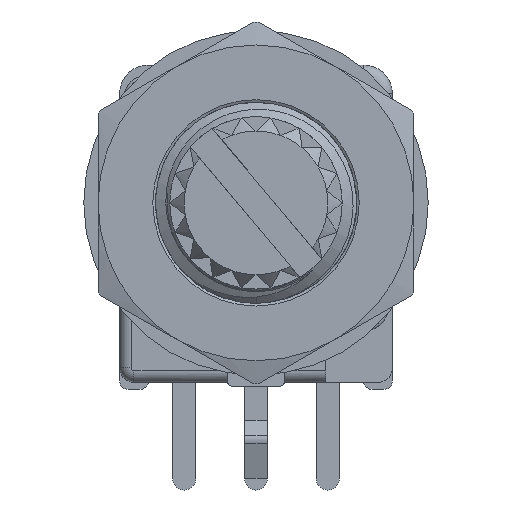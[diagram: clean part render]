
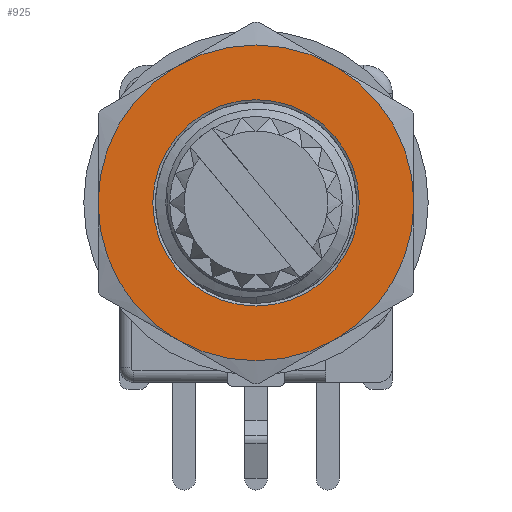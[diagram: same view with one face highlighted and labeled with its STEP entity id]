
A CAD part, front view. The second image highlights one B-rep face of the part: STEP entity #925.
In plain terms, the highlighted planar face has unit normal (0, -1, 0).
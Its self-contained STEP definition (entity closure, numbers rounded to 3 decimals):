
#925=ADVANCED_FACE('',(#8444,#8446),#8448,.T.);
#8444=FACE_BOUND('',#8445,.T.);
#8445=EDGE_LOOP('',(#11214,#11215,#11216,#11217,#11218,#11219));
#8446=FACE_BOUND('',#8447,.T.);
#8447=EDGE_LOOP('',(#11220));
#8448=PLANE('',#8449);
#8449=AXIS2_PLACEMENT_3D('',#8450,#8451,#8452);
#8450=CARTESIAN_POINT('',(0.,-3.3,6.5));
#8451=DIRECTION('',(0.,-1.,0.));
#8452=DIRECTION('',(0.,0.,-1.));
#11214=ORIENTED_EDGE('',*,*,#12326,.F.);
#11215=ORIENTED_EDGE('',*,*,#12327,.F.);
#11216=ORIENTED_EDGE('',*,*,#12328,.F.);
#11217=ORIENTED_EDGE('',*,*,#12329,.F.);
#11218=ORIENTED_EDGE('',*,*,#12330,.F.);
#11219=ORIENTED_EDGE('',*,*,#12331,.F.);
#11220=ORIENTED_EDGE('',*,*,#12313,.T.);
#12313=EDGE_CURVE('',#13073,#13073,#13074,.T.);
#12326=EDGE_CURVE('',#13095,#13096,#13097,.T.);
#12327=EDGE_CURVE('',#13098,#13095,#13099,.T.);
#12328=EDGE_CURVE('',#13100,#13098,#13101,.T.);
#12329=EDGE_CURVE('',#13102,#13100,#13103,.T.);
#12330=EDGE_CURVE('',#13104,#13102,#13105,.T.);
#12331=EDGE_CURVE('',#13096,#13104,#13106,.T.);
#13073=VERTEX_POINT('',#16153);
#13074=CIRCLE('',#16154,3.594);
#13095=VERTEX_POINT('',#16720);
#13096=VERTEX_POINT('',#16721);
#13097=CIRCLE('',#16722,5.5);
#13098=VERTEX_POINT('',#16726);
#13099=CIRCLE('',#16727,5.5);
#13100=VERTEX_POINT('',#16731);
#13101=CIRCLE('',#16732,5.5);
#13102=VERTEX_POINT('',#16736);
#13103=CIRCLE('',#16737,5.5);
#13104=VERTEX_POINT('',#16741);
#13105=CIRCLE('',#16742,5.5);
#13106=CIRCLE('',#16746,5.5);
#16153=CARTESIAN_POINT('',(0.,-3.3,2.906));
#16154=AXIS2_PLACEMENT_3D('',#16155,#16156,#16157);
#16155=CARTESIAN_POINT('',(0.,-3.3,6.5));
#16156=DIRECTION('',(-0.,1.,-0.));
#16157=DIRECTION('',(0.,0.,-1.));
#16720=CARTESIAN_POINT('',(5.5,-3.3,6.5));
#16721=CARTESIAN_POINT('',(2.75,-3.3,1.737));
#16722=AXIS2_PLACEMENT_3D('',#16723,#16724,#16725);
#16723=CARTESIAN_POINT('',(0.,-3.3,6.5));
#16724=DIRECTION('',(0.,1.,0.));
#16725=DIRECTION('',(1.,0.,0.));
#16726=CARTESIAN_POINT('',(2.75,-3.3,11.263));
#16727=AXIS2_PLACEMENT_3D('',#16728,#16729,#16730);
#16728=CARTESIAN_POINT('',(0.,-3.3,6.5));
#16729=DIRECTION('',(0.,1.,0.));
#16730=DIRECTION('',(0.5,0.,0.866));
#16731=CARTESIAN_POINT('',(-2.75,-3.3,11.263));
#16732=AXIS2_PLACEMENT_3D('',#16733,#16734,#16735);
#16733=CARTESIAN_POINT('',(0.,-3.3,6.5));
#16734=DIRECTION('',(0.,1.,0.));
#16735=DIRECTION('',(-0.5,0.,0.866));
#16736=CARTESIAN_POINT('',(-5.5,-3.3,6.5));
#16737=AXIS2_PLACEMENT_3D('',#16738,#16739,#16740);
#16738=CARTESIAN_POINT('',(0.,-3.3,6.5));
#16739=DIRECTION('',(0.,1.,0.));
#16740=DIRECTION('',(-1.,0.,0.));
#16741=CARTESIAN_POINT('',(-2.75,-3.3,1.737));
#16742=AXIS2_PLACEMENT_3D('',#16743,#16744,#16745);
#16743=CARTESIAN_POINT('',(0.,-3.3,6.5));
#16744=DIRECTION('',(0.,1.,0.));
#16745=DIRECTION('',(-0.5,0.,-0.866));
#16746=AXIS2_PLACEMENT_3D('',#16747,#16748,#16749);
#16747=CARTESIAN_POINT('',(0.,-3.3,6.5));
#16748=DIRECTION('',(0.,1.,0.));
#16749=DIRECTION('',(0.5,0.,-0.866));
